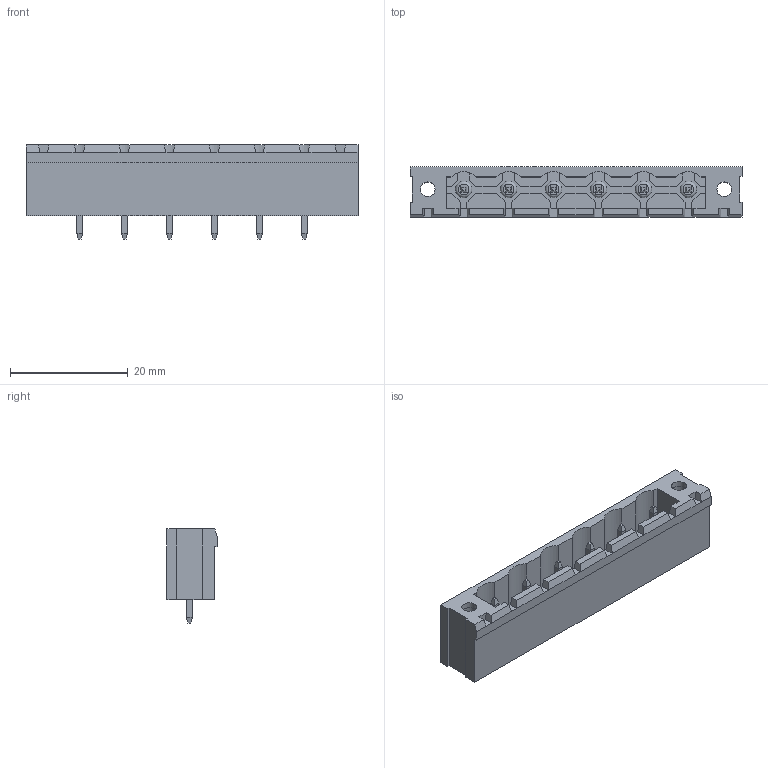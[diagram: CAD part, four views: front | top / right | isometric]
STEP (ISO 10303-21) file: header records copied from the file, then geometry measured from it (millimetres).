
FILE_DESCRIPTION( ( 'Unknown' ), '1' );
FILE_NAME( '691318400006.stp', 'Unknown', ( 'Quentin LAIDEBEUR' ), ( 'WE' ), 'PSStep 15.0.49', 'Sample-box', ' ' );
FILE_SCHEMA( ( 'AUTOMOTIVE_DESIGN { 1 0 10303 214 1 1 1 1 }' ) );
Length unit declared in the file: millimetre
Products named in the file (4): Assem1; 691318400006; 6913184000xx_INSERT; 6913184000xx_PIN
Assembly tree (9 placements, depth 2):
  Assem1
    691318400006
    6913184000xx_INSERT  x2
    6913184000xx_PIN  x6
Bounding box: 56.3 x 8.5 x 16 mm (x, y, z)
Volume: 2578 mm3; surface area: 5428.6 mm2
Topology: 9 solids, 9 shells, 383 faces, 1010 edges, 651 vertices
Faces by surface type: plane 353, cylinder 20, torus 10
Full cylindrical faces by diameter (mm): 2.5 x4, 2.8 x6
Entity records: 12177 total; most frequent: CARTESIAN_POINT 1933, ORIENTED_EDGE 1642, DIRECTION 1491, EDGE_CURVE 821, LINE 751, VECTOR 751, VERTEX_POINT 548, AXIS2_PLACEMENT_3D 370
